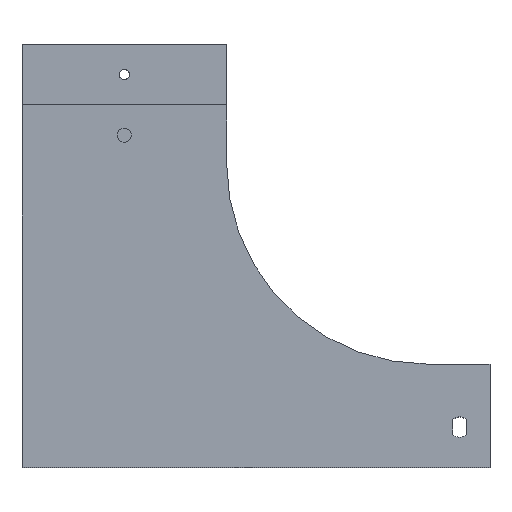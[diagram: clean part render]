
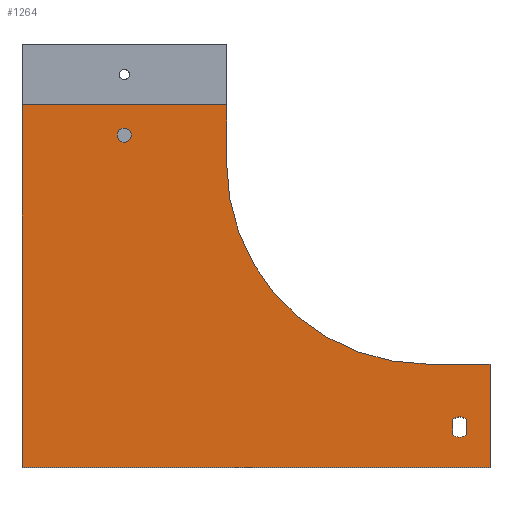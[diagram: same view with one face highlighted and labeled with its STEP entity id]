
A CAD part, top view. The second image highlights one B-rep face of the part: STEP entity #1264.
In plain terms, the highlighted planar face has unit normal (0, 0, 1).
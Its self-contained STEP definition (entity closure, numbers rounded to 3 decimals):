
#106 = DIRECTION ( 'NONE',  ( 0., 0., -1. ) ) ;
#109 = CARTESIAN_POINT ( 'NONE',  ( 200., 150., 1. ) ) ;
#111 = PLANE ( 'NONE',  #440 ) ;
#113 = DIRECTION ( 'NONE',  ( -1., 0., 0. ) ) ;
#145 = VERTEX_POINT ( 'NONE', #774 ) ;
#146 = VERTEX_POINT ( 'NONE', #779 ) ;
#147 = VERTEX_POINT ( 'NONE', #778 ) ;
#148 = VERTEX_POINT ( 'NONE', #780 ) ;
#149 = VERTEX_POINT ( 'NONE', #783 ) ;
#150 = VERTEX_POINT ( 'NONE', #784 ) ;
#151 = VERTEX_POINT ( 'NONE', #785 ) ;
#152 = VERTEX_POINT ( 'NONE', #786 ) ;
#154 = VERTEX_POINT ( 'NONE', #788 ) ;
#155 = VERTEX_POINT ( 'NONE', #789 ) ;
#158 = VERTEX_POINT ( 'NONE', #792 ) ;
#226 = ORIENTED_EDGE ( 'NONE', *, *, #402, .T. ) ;
#227 = ORIENTED_EDGE ( 'NONE', *, *, #351, .T. ) ;
#228 = ORIENTED_EDGE ( 'NONE', *, *, #370, .T. ) ;
#229 = ORIENTED_EDGE ( 'NONE', *, *, #368, .F. ) ;
#235 = ORIENTED_EDGE ( 'NONE', *, *, #411, .T. ) ;
#237 = ORIENTED_EDGE ( 'NONE', *, *, #326, .F. ) ;
#238 = ORIENTED_EDGE ( 'NONE', *, *, #396, .T. ) ;
#247 = ORIENTED_EDGE ( 'NONE', *, *, #406, .T. ) ;
#248 = ORIENTED_EDGE ( 'NONE', *, *, #365, .T. ) ;
#249 = ORIENTED_EDGE ( 'NONE', *, *, #414, .F. ) ;
#250 = ORIENTED_EDGE ( 'NONE', *, *, #408, .F. ) ;
#251 = ORIENTED_EDGE ( 'NONE', *, *, #404, .T. ) ;
#259 = EDGE_LOOP ( 'NONE', ( #249, #250, #229, #237 ) ) ;
#264 = EDGE_LOOP ( 'NONE', ( #227, #238, #251, #226, #248, #228, #247 ) ) ;
#269 = EDGE_LOOP ( 'NONE', ( #235 ) ) ;
#326 = EDGE_CURVE ( 'NONE', #146, #145, #1386, .T. ) ;
#349 = AXIS2_PLACEMENT_3D ( 'NONE', #601, #602, #603 ) ;
#351 = EDGE_CURVE ( 'NONE', #158, #155, #1406, .T. ) ;
#352 = AXIS2_PLACEMENT_3D ( 'NONE', #756, #757, #758 ) ;
#357 = AXIS2_PLACEMENT_3D ( 'NONE', #594, #595, #596 ) ;
#358 = AXIS2_PLACEMENT_3D ( 'NONE', #720, #721, #722 ) ;
#365 = EDGE_CURVE ( 'NONE', #149, #148, #1407, .T. ) ;
#368 = EDGE_CURVE ( 'NONE', #145, #154, #1414, .T. ) ;
#370 = EDGE_CURVE ( 'NONE', #148, #147, #1416, .T. ) ;
#396 = EDGE_CURVE ( 'NONE', #155, #151, #809, .T. ) ;
#402 = EDGE_CURVE ( 'NONE', #150, #149, #832, .T. ) ;
#404 = EDGE_CURVE ( 'NONE', #151, #150, #826, .T. ) ;
#406 = EDGE_CURVE ( 'NONE', #147, #158, #836, .T. ) ;
#408 = EDGE_CURVE ( 'NONE', #154, #152, #840, .T. ) ;
#411 = EDGE_CURVE ( 'NONE', #510, #510, #849, .T. ) ;
#414 = EDGE_CURVE ( 'NONE', #152, #146, #847, .T. ) ;
#440 = AXIS2_PLACEMENT_3D ( 'NONE', #109, #106, #113 ) ;
#510 = VERTEX_POINT ( 'NONE', #1190 ) ;
#560 = DIRECTION ( 'NONE',  ( 0., -1., 0. ) ) ;
#565 = CARTESIAN_POINT ( 'NONE',  ( 0., 0., 1. ) ) ;
#570 = CARTESIAN_POINT ( 'NONE',  ( 0., 179., 1. ) ) ;
#574 = CARTESIAN_POINT ( 'NONE',  ( 101., 150., 1. ) ) ;
#581 = CARTESIAN_POINT ( 'NONE',  ( 231., 0., 1. ) ) ;
#582 = DIRECTION ( 'NONE',  ( 0., 1., 0. ) ) ;
#585 = DIRECTION ( 'NONE',  ( 1., 0., 0. ) ) ;
#589 = DIRECTION ( 'NONE',  ( 0., 1., 0. ) ) ;
#594 = CARTESIAN_POINT ( 'NONE',  ( 216., 20., 1. ) ) ;
#595 = DIRECTION ( 'NONE',  ( 0., 0., 1. ) ) ;
#596 = DIRECTION ( 'NONE',  ( 1., 0., 0. ) ) ;
#601 = CARTESIAN_POINT ( 'NONE',  ( 50.5, 164., 1. ) ) ;
#602 = DIRECTION ( 'NONE',  ( 0., 0., -1. ) ) ;
#603 = DIRECTION ( 'NONE',  ( -1., 0., 0. ) ) ;
#604 = CARTESIAN_POINT ( 'NONE',  ( 212.5, 16.429, 1. ) ) ;
#608 = DIRECTION ( 'NONE',  ( 0., -1., 0. ) ) ;
#720 = CARTESIAN_POINT ( 'NONE',  ( 216., 20., 1. ) ) ;
#721 = DIRECTION ( 'NONE',  ( 0., 0., 1. ) ) ;
#722 = DIRECTION ( 'NONE',  ( 1., 0., 0. ) ) ;
#731 = DIRECTION ( 'NONE',  ( -1., 0., 0. ) ) ;
#738 = CARTESIAN_POINT ( 'NONE',  ( 100., 179., 1. ) ) ;
#744 = DIRECTION ( 'NONE',  ( -1., 0., 0. ) ) ;
#749 = CARTESIAN_POINT ( 'NONE',  ( 231., 51., 1. ) ) ;
#753 = CARTESIAN_POINT ( 'NONE',  ( 219.5, 16.429, 1. ) ) ;
#754 = DIRECTION ( 'NONE',  ( 0., 1., 0. ) ) ;
#756 = CARTESIAN_POINT ( 'NONE',  ( 200., 150., 1. ) ) ;
#757 = DIRECTION ( 'NONE',  ( 0., 0., -1. ) ) ;
#758 = DIRECTION ( 'NONE',  ( 1., 0., 0. ) ) ;
#774 = CARTESIAN_POINT ( 'NONE',  ( 219.5, 16.429, 1. ) ) ;
#778 = CARTESIAN_POINT ( 'NONE',  ( 101., 150., 1. ) ) ;
#779 = CARTESIAN_POINT ( 'NONE',  ( 212.5, 16.429, 1. ) ) ;
#780 = CARTESIAN_POINT ( 'NONE',  ( 200., 51., 1. ) ) ;
#783 = CARTESIAN_POINT ( 'NONE',  ( 231., 51., 1. ) ) ;
#784 = CARTESIAN_POINT ( 'NONE',  ( 231., 0., 1. ) ) ;
#785 = CARTESIAN_POINT ( 'NONE',  ( 0., 0., 1. ) ) ;
#786 = CARTESIAN_POINT ( 'NONE',  ( 212.5, 23.571, 1. ) ) ;
#788 = CARTESIAN_POINT ( 'NONE',  ( 219.5, 23.571, 1. ) ) ;
#789 = CARTESIAN_POINT ( 'NONE',  ( 0., 179., 1. ) ) ;
#792 = CARTESIAN_POINT ( 'NONE',  ( 101., 179., 1. ) ) ;
#809 = LINE ( 'NONE', #570, #821 ) ;
#821 = VECTOR ( 'NONE', #560, 1000. ) ;
#826 = LINE ( 'NONE', #565, #839 ) ;
#832 = LINE ( 'NONE', #581, #835 ) ;
#835 = VECTOR ( 'NONE', #582, 1000. ) ;
#836 = LINE ( 'NONE', #574, #843 ) ;
#839 = VECTOR ( 'NONE', #585, 1000. ) ;
#840 = CIRCLE ( 'NONE', #357, 5. ) ;
#843 = VECTOR ( 'NONE', #589, 1000. ) ;
#847 = LINE ( 'NONE', #604, #856 ) ;
#849 = CIRCLE ( 'NONE', #349, 3.5 ) ;
#856 = VECTOR ( 'NONE', #608, 1000. ) ;
#917 = FACE_BOUND ( 'NONE', #269, .T. ) ;
#927 = FACE_OUTER_BOUND ( 'NONE', #264, .T. ) ;
#930 = FACE_BOUND ( 'NONE', #259, .T. ) ;
#1190 = CARTESIAN_POINT ( 'NONE',  ( 47., 164., 1. ) ) ;
#1264 = ADVANCED_FACE ( 'NONE', ( #927, #930, #917 ), #111, .F. ) ;
#1386 = CIRCLE ( 'NONE', #358, 5. ) ;
#1406 = LINE ( 'NONE', #738, #1408 ) ;
#1407 = LINE ( 'NONE', #749, #1415 ) ;
#1408 = VECTOR ( 'NONE', #731, 1000. ) ;
#1414 = LINE ( 'NONE', #753, #1417 ) ;
#1415 = VECTOR ( 'NONE', #744, 1000. ) ;
#1416 = CIRCLE ( 'NONE', #352, 99. ) ;
#1417 = VECTOR ( 'NONE', #754, 1000. ) ;
